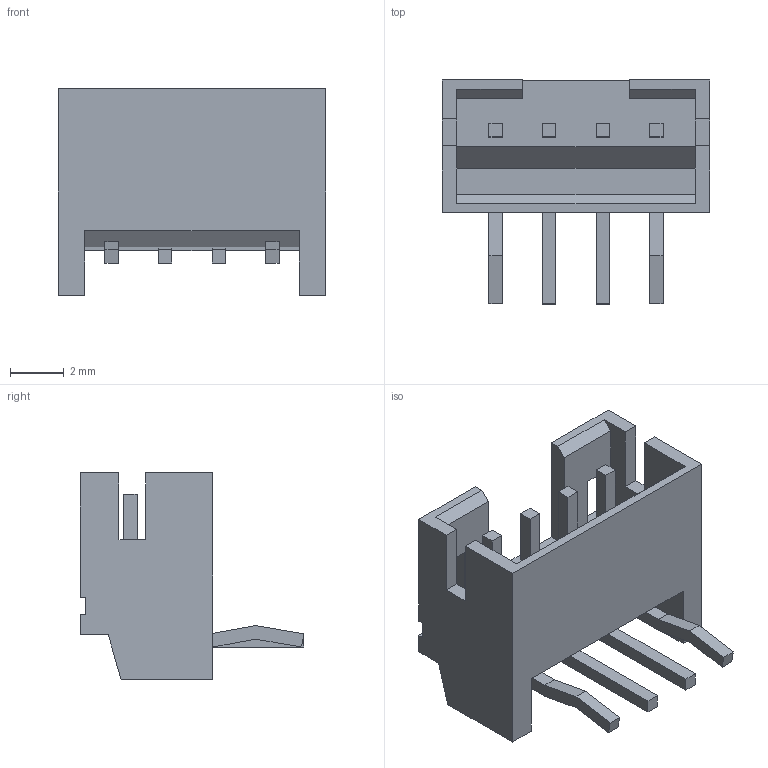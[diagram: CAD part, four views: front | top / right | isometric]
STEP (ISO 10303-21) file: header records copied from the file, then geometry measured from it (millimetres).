
FILE_DESCRIPTION((''),'2;1');
FILE_NAME('C-440055-4','2019-03-28T02:29:38',('workeradm'),('TE Connectivity Ltd.'),'CREO PARAMETRIC BY PTC INC, 2018190','CREO PARAMETRIC BY PTC INC, 2018190','');
FILE_SCHEMA(('AUTOMOTIVE_DESIGN { 1 0 10303 214 1 1 1 1 }'));
Length unit declared in the file: millimetre
Products named in the file (1): C-440055-4
Bounding box: 10 x 8.35 x 7.7 mm (x, y, z)
Volume: 141.4 mm3; surface area: 477 mm2
Topology: 1 solids, 1 shells, 109 faces, 303 edges, 202 vertices
Faces by surface type: plane 101, cylinder 8
Entity records: 3485 total; most frequent: CARTESIAN_POINT 616, ORIENTED_EDGE 606, DIRECTION 537, EDGE_CURVE 303, VECTOR 287, LINE 287, VERTEX_POINT 202, AXIS2_PLACEMENT_3D 125
